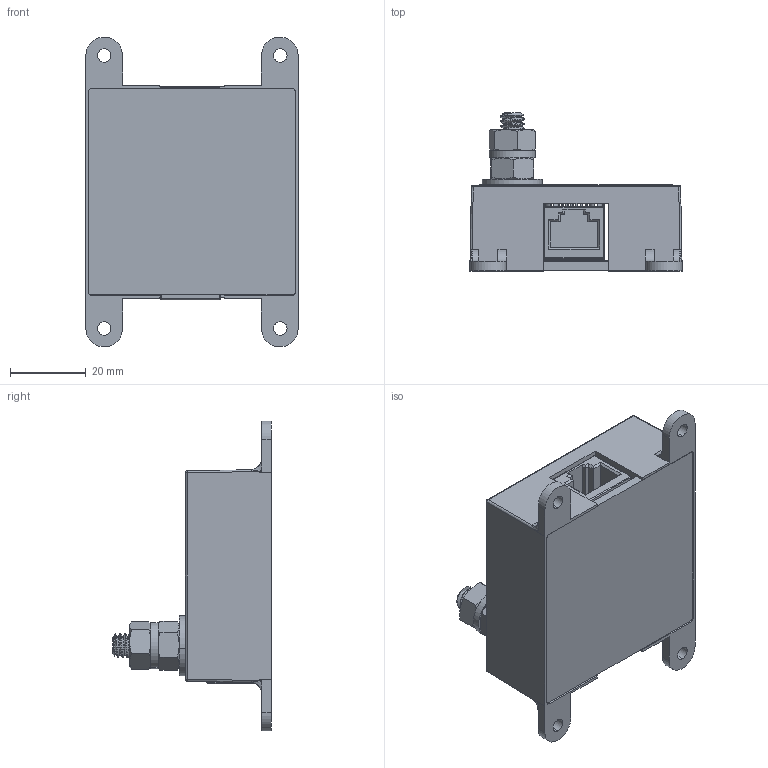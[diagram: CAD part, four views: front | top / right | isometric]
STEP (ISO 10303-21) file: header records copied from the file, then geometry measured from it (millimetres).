
FILE_DESCRIPTION (( 'STEP AP214' ), '1' );
FILE_NAME ('1101-990-E.STEP', '2019-01-24T22:46:45', ( '' ), ( '' ), 'SwSTEP 2.0', 'SolidWorks 2018', '' );
FILE_SCHEMA (( 'AUTOMOTIVE_DESIGN' ));
Length unit declared in the file: inch
Products named in the file (26): 2500-355; 1101-990-E; 2003-2540; 2103-030_Compressed; 2021-305; 2103-025; 2100-012; 102-400-024_92941A542; 2103-257; 2001-049; 2103-028; 2250-931; 2103-030; 102-400-024; 2103-257_2103-257
Assembly tree (18 placements, depth 3):
  1101-990-E
    2103-030
    2100-012
    2103-025
    2100-012
    102-400-024
  2003-2540
  2500-355
  2103-257
  2001-049
Bounding box: 55.88 x 41.74 x 81.53 mm (x, y, z)
Volume: 32223.4 mm3; surface area: 34420.5 mm2
Topology: 16 solids, 16 shells, 823 faces, 2128 edges, 1368 vertices
Faces by surface type: plane 434, cylinder 233, bspline 94, cone 50, sphere 12
Entity records: 34109 total; most frequent: CARTESIAN_POINT 12797, ORIENTED_EDGE 3996, DIRECTION 3145, EDGE_CURVE 1998, VERTEX_POINT 1287, LINE 1243, VECTOR 1243, AXIS2_PLACEMENT_3D 951
